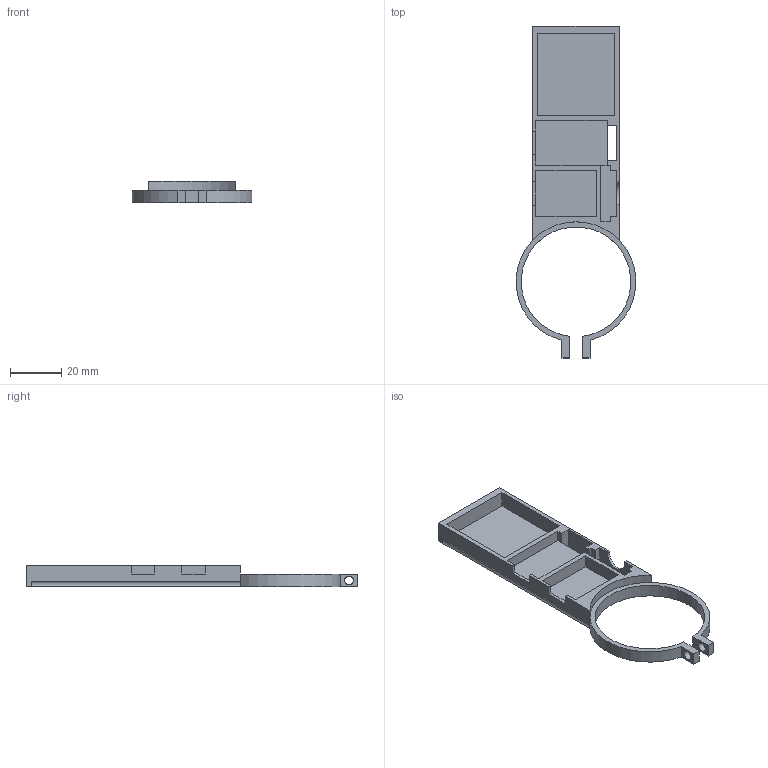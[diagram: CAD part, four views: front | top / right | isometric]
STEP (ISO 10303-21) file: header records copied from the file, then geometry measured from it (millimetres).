
FILE_DESCRIPTION(('FreeCAD Model'),'2;1');
FILE_NAME('Open CASCADE Shape Model','2025-01-11T00:02:24',('Author'),( ''),'Open CASCADE STEP processor 7.8','FreeCAD','Unknown');
FILE_SCHEMA(('AUTOMOTIVE_DESIGN { 1 0 10303 214 1 1 1 1 }'));
Length unit declared in the file: millimetre
Products named in the file (1): Gripper
Bounding box: 46.91 x 130.07 x 8.5 mm (x, y, z)
Volume: 11869.7 mm3; surface area: 11185.1 mm2
Topology: 1 solids, 1 shells, 61 faces, 167 edges, 108 vertices
Faces by surface type: plane 52, cylinder 9
Full cylindrical faces by diameter (mm): 3.5 x2
Entity records: 1934 total; most frequent: CARTESIAN_POINT 337, ORIENTED_EDGE 334, DIRECTION 310, EDGE_CURVE 167, LINE 148, VECTOR 148, VERTEX_POINT 108, AXIS2_PLACEMENT_3D 81
